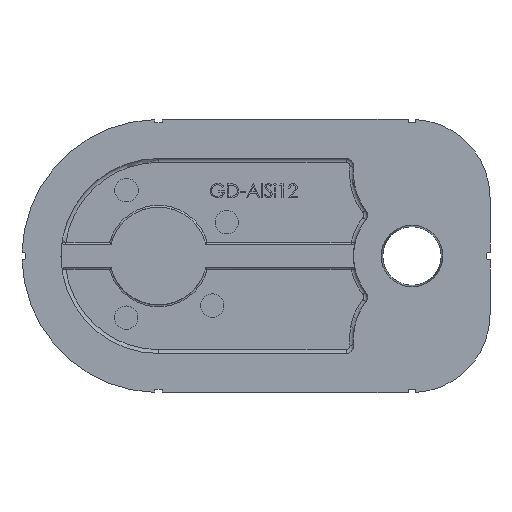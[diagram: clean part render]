
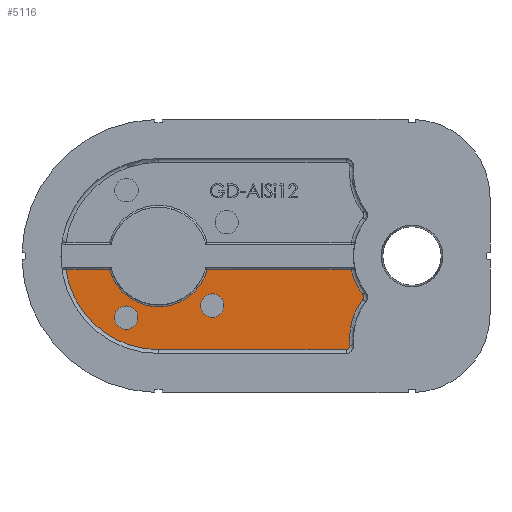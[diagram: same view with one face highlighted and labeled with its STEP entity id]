
A CAD part, front view. The second image highlights one B-rep face of the part: STEP entity #5116.
In plain terms, the highlighted face is planar.
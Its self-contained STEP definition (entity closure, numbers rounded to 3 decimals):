
#133 = EDGE_CURVE ( 'NONE', #5410, #5396, #7902, .T. ) ;
#134 = EDGE_CURVE ( 'NONE', #5409, #5410, #7901, .T. ) ;
#135 = EDGE_CURVE ( 'NONE', #5408, #5409, #6572, .T. ) ;
#136 = EDGE_CURVE ( 'NONE', #5407, #5408, #7903, .T. ) ;
#137 = EDGE_CURVE ( 'NONE', #5406, #5407, #6494, .T. ) ;
#138 = EDGE_CURVE ( 'NONE', #5405, #5406, #7906, .T. ) ;
#139 = EDGE_CURVE ( 'NONE', #5404, #5405, #7908, .T. ) ;
#140 = EDGE_CURVE ( 'NONE', #5401, #5404, #7909, .T. ) ;
#141 = EDGE_CURVE ( 'NONE', #5396, #5401, #7910, .T. ) ;
#142 = EDGE_CURVE ( 'NONE', #9322, #9342, #7912, .T. ) ;
#143 = EDGE_CURVE ( 'NONE', #9325, #6382, #7905, .T. ) ;
#694 = DIRECTION ( 'NONE',  ( -1., 0., 0. ) ) ;
#695 = CARTESIAN_POINT ( 'NONE',  ( 12.162, 3.518, 1. ) ) ;
#696 = CARTESIAN_POINT ( 'NONE',  ( -23.807, 3.518, 1. ) ) ;
#697 = DIRECTION ( 'NONE',  ( -1., 0., 0. ) ) ;
#698 = CARTESIAN_POINT ( 'NONE',  ( 52.554, 10.941, 1. ) ) ;
#699 = CARTESIAN_POINT ( 'NONE',  ( 52.63, 10.723, 1. ) ) ;
#700 = CARTESIAN_POINT ( 'NONE',  ( 65., 0., 1. ) ) ;
#701 = DIRECTION ( 'NONE',  ( 0., 0., 1. ) ) ;
#702 = DIRECTION ( 'NONE',  ( 1., 0., 0. ) ) ;
#703 = CARTESIAN_POINT ( 'NONE',  ( 52.416, 11.117, 1. ) ) ;
#704 = CARTESIAN_POINT ( 'NONE',  ( 52.63, 10.276, 1. ) ) ;
#705 = CARTESIAN_POINT ( 'NONE',  ( 52.554, 10.059, 1. ) ) ;
#706 = CARTESIAN_POINT ( 'NONE',  ( 52.416, 9.883, 1. ) ) ;
#707 = CARTESIAN_POINT ( 'NONE',  ( 48.26, 23.999, 1. ) ) ;
#708 = CARTESIAN_POINT ( 'NONE',  ( 48.4, 23.969, 1. ) ) ;
#709 = CARTESIAN_POINT ( 'NONE',  ( 65., 21., 1. ) ) ;
#710 = DIRECTION ( 'NONE',  ( 0., 0., 1. ) ) ;
#711 = DIRECTION ( 'NONE',  ( 1., 0., 0. ) ) ;
#712 = CARTESIAN_POINT ( 'NONE',  ( 48.118, 23.999, 1. ) ) ;
#713 = CARTESIAN_POINT ( 'NONE',  ( 48.656, 23.854, 1. ) ) ;
#714 = CARTESIAN_POINT ( 'NONE',  ( 48.772, 23.769, 1. ) ) ;
#715 = CARTESIAN_POINT ( 'NONE',  ( 48.958, 23.559, 1. ) ) ;
#716 = CARTESIAN_POINT ( 'NONE',  ( 49.029, 23.434, 1. ) ) ;
#717 = CARTESIAN_POINT ( 'NONE',  ( 49.114, 23.166, 1. ) ) ;
#718 = CARTESIAN_POINT ( 'NONE',  ( 49.127, 23.023, 1. ) ) ;
#719 = CARTESIAN_POINT ( 'NONE',  ( 49.111, 22.882, 1. ) ) ;
#720 = CARTESIAN_POINT ( 'NONE',  ( 24.896, 23.999, 1. ) ) ;
#721 = DIRECTION ( 'NONE',  ( 1., 0., 0. ) ) ;
#723 = CARTESIAN_POINT ( 'NONE',  ( 0., 0., 1. ) ) ;
#724 = DIRECTION ( 'NONE',  ( 0., 0., -1. ) ) ;
#725 = DIRECTION ( 'NONE',  ( 1., 0., 0. ) ) ;
#727 = CARTESIAN_POINT ( 'NONE',  ( 0., 0., 1. ) ) ;
#728 = DIRECTION ( 'NONE',  ( 0., 0., 1. ) ) ;
#729 = DIRECTION ( 'NONE',  ( 1., 0., 0. ) ) ;
#730 = CARTESIAN_POINT ( 'NONE',  ( -8.3, 15.8, 1. ) ) ;
#731 = DIRECTION ( 'NONE',  ( 0., 0., -1. ) ) ;
#732 = DIRECTION ( 'NONE',  ( -1., 0., 0. ) ) ;
#734 = CARTESIAN_POINT ( 'NONE',  ( 13.8, 12.7, 1. ) ) ;
#735 = DIRECTION ( 'NONE',  ( 0., 0., -1. ) ) ;
#736 = DIRECTION ( 'NONE',  ( -1., 0., 0. ) ) ;
#970 = AXIS2_PLACEMENT_3D ( 'NONE', #700, #701, #702 ) ;
#971 = AXIS2_PLACEMENT_3D ( 'NONE', #709, #710, #711 ) ;
#972 = AXIS2_PLACEMENT_3D ( 'NONE', #723, #724, #725 ) ;
#973 = AXIS2_PLACEMENT_3D ( 'NONE', #727, #728, #729 ) ;
#974 = AXIS2_PLACEMENT_3D ( 'NONE', #730, #731, #732 ) ;
#975 = AXIS2_PLACEMENT_3D ( 'NONE', #734, #735, #736 ) ;
#1012 = AXIS2_PLACEMENT_3D ( 'NONE', #5955, #5956, #5957 ) ;
#1013 = AXIS2_PLACEMENT_3D ( 'NONE', #5958, #5959, #5960 ) ;
#1196 = EDGE_CURVE ( 'NONE', #9342, #9322, #6826, .T. ) ;
#1198 = EDGE_CURVE ( 'NONE', #6382, #9325, #6837, .T. ) ;
#2525 = CARTESIAN_POINT ( 'NONE',  ( 12.533, 3.518, 1. ) ) ;
#2530 = CARTESIAN_POINT ( 'NONE',  ( -12.533, 3.518, 1. ) ) ;
#2533 = CARTESIAN_POINT ( 'NONE',  ( -23.74, 3.518, 1. ) ) ;
#2534 = CARTESIAN_POINT ( 'NONE',  ( 0., 23.999, 1. ) ) ;
#2535 = CARTESIAN_POINT ( 'NONE',  ( 48.118, 23.999, 1. ) ) ;
#2536 = CARTESIAN_POINT ( 'NONE',  ( 49.111, 22.882, 1. ) ) ;
#2537 = CARTESIAN_POINT ( 'NONE',  ( 52.416, 11.117, 1. ) ) ;
#2538 = CARTESIAN_POINT ( 'NONE',  ( 52.416, 9.883, 1. ) ) ;
#2539 = CARTESIAN_POINT ( 'NONE',  ( 49.391, 3.518, 1. ) ) ;
#2725 = CARTESIAN_POINT ( 'NONE',  ( 16.8, 12.7, 1. ) ) ;
#3154 = CARTESIAN_POINT ( 'NONE',  ( -11.3, 15.8, 1. ) ) ;
#3156 = CARTESIAN_POINT ( 'NONE',  ( 10.8, 12.7, 1. ) ) ;
#3173 = CARTESIAN_POINT ( 'NONE',  ( -5.3, 15.8, 1. ) ) ;
#5116 = ADVANCED_FACE ( 'NONE', ( #7097, #7095, #7104 ), #10392, .F. ) ;
#5396 = VERTEX_POINT ( 'NONE', #2525 ) ;
#5401 = VERTEX_POINT ( 'NONE', #2530 ) ;
#5404 = VERTEX_POINT ( 'NONE', #2533 ) ;
#5405 = VERTEX_POINT ( 'NONE', #2534 ) ;
#5406 = VERTEX_POINT ( 'NONE', #2535 ) ;
#5407 = VERTEX_POINT ( 'NONE', #2536 ) ;
#5408 = VERTEX_POINT ( 'NONE', #2537 ) ;
#5409 = VERTEX_POINT ( 'NONE', #2538 ) ;
#5410 = VERTEX_POINT ( 'NONE', #2539 ) ;
#5955 = CARTESIAN_POINT ( 'NONE',  ( -8.3, 15.8, 1. ) ) ;
#5956 = DIRECTION ( 'NONE',  ( 0., 0., -1. ) ) ;
#5957 = DIRECTION ( 'NONE',  ( -1., 0., 0. ) ) ;
#5958 = CARTESIAN_POINT ( 'NONE',  ( 13.8, 12.7, 1. ) ) ;
#5959 = DIRECTION ( 'NONE',  ( 0., 0., -1. ) ) ;
#5960 = DIRECTION ( 'NONE',  ( -1., 0., 0. ) ) ;
#6382 = VERTEX_POINT ( 'NONE', #2725 ) ;
#6494 = B_SPLINE_CURVE_WITH_KNOTS ( 'NONE', 3,
 ( #712, #707, #708, #713, #714, #715, #716, #717, #718, #719 ),
 .UNSPECIFIED., .F., .F.,
 ( 4, 2, 2, 2, 4 ),
 ( 0., 0., 0.001, 0.001, 0.002 ),
 .UNSPECIFIED. ) ;
#6572 = B_SPLINE_CURVE_WITH_KNOTS ( 'NONE', 3,
 ( #703, #698, #699, #704, #705, #706 ),
 .UNSPECIFIED., .F., .F.,
 ( 4, 2, 4 ),
 ( 0., 0.001, 0.001 ),
 .UNSPECIFIED. ) ;
#6826 = CIRCLE ( 'NONE', #1012, 3. ) ;
#6837 = CIRCLE ( 'NONE', #1013, 3. ) ;
#7095 = FACE_BOUND ( 'NONE', #7750, .T. ) ;
#7097 = FACE_BOUND ( 'NONE', #7733, .T. ) ;
#7104 = FACE_OUTER_BOUND ( 'NONE', #9636, .T. ) ;
#7733 = EDGE_LOOP ( 'NONE', ( #9772, #9773 ) ) ;
#7750 = EDGE_LOOP ( 'NONE', ( #9774, #9775 ) ) ;
#7901 = CIRCLE ( 'NONE', #970, 16.001 ) ;
#7902 = LINE ( 'NONE', #695, #7904 ) ;
#7903 = CIRCLE ( 'NONE', #971, 16.001 ) ;
#7904 = VECTOR ( 'NONE', #697, 1000. ) ;
#7905 = CIRCLE ( 'NONE', #975, 3. ) ;
#7906 = LINE ( 'NONE', #720, #7907 ) ;
#7907 = VECTOR ( 'NONE', #721, 1000. ) ;
#7908 = CIRCLE ( 'NONE', #972, 23.999 ) ;
#7909 = LINE ( 'NONE', #696, #7911 ) ;
#7910 = CIRCLE ( 'NONE', #973, 13.018 ) ;
#7911 = VECTOR ( 'NONE', #694, 1000. ) ;
#7912 = CIRCLE ( 'NONE', #974, 3. ) ;
#9322 = VERTEX_POINT ( 'NONE', #3154 ) ;
#9325 = VERTEX_POINT ( 'NONE', #3156 ) ;
#9342 = VERTEX_POINT ( 'NONE', #3173 ) ;
#9636 = EDGE_LOOP ( 'NONE', ( #9776, #9777, #9778, #9779, #9780, #9781, #9782, #9783, #9784 ) ) ;
#9772 = ORIENTED_EDGE ( 'NONE', *, *, #143, .F. ) ;
#9773 = ORIENTED_EDGE ( 'NONE', *, *, #1198, .F. ) ;
#9774 = ORIENTED_EDGE ( 'NONE', *, *, #142, .F. ) ;
#9775 = ORIENTED_EDGE ( 'NONE', *, *, #1196, .F. ) ;
#9776 = ORIENTED_EDGE ( 'NONE', *, *, #141, .T. ) ;
#9777 = ORIENTED_EDGE ( 'NONE', *, *, #140, .T. ) ;
#9778 = ORIENTED_EDGE ( 'NONE', *, *, #139, .T. ) ;
#9779 = ORIENTED_EDGE ( 'NONE', *, *, #138, .T. ) ;
#9780 = ORIENTED_EDGE ( 'NONE', *, *, #137, .T. ) ;
#9781 = ORIENTED_EDGE ( 'NONE', *, *, #136, .T. ) ;
#9782 = ORIENTED_EDGE ( 'NONE', *, *, #135, .T. ) ;
#9783 = ORIENTED_EDGE ( 'NONE', *, *, #134, .T. ) ;
#9784 = ORIENTED_EDGE ( 'NONE', *, *, #133, .T. ) ;
#10384 = DIRECTION ( 'NONE',  ( 0., 0., 1. ) ) ;
#10390 = CARTESIAN_POINT ( 'NONE',  ( 0., 0., 1. ) ) ;
#10392 = PLANE ( 'NONE',  #10724 ) ;
#10394 = DIRECTION ( 'NONE',  ( 1., 0., 0. ) ) ;
#10724 = AXIS2_PLACEMENT_3D ( 'NONE', #10390, #10384, #10394 ) ;
